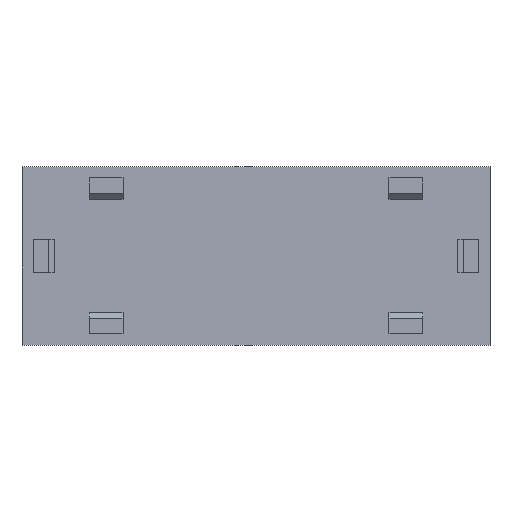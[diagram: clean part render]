
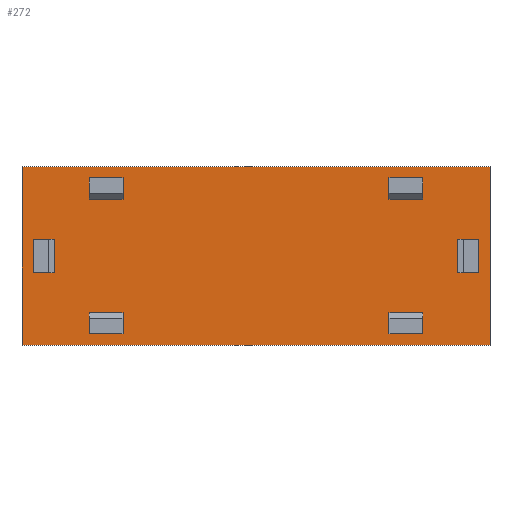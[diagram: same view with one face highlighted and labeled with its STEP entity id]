
A CAD part, top view. The second image highlights one B-rep face of the part: STEP entity #272.
In plain terms, the highlighted planar face has unit normal (0, 0, 1).
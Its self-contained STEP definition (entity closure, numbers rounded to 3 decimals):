
#56 = VERTEX_POINT('',#57);
#57 = CARTESIAN_POINT('',(11.85,5.075,0.));
#63 = EDGE_CURVE('',#64,#56,#66,.T.);
#64 = VERTEX_POINT('',#65);
#65 = CARTESIAN_POINT('',(11.85,6.95,0.));
#66 = LINE('',#67,#68);
#67 = CARTESIAN_POINT('',(11.85,6.95,0.));
#68 = VECTOR('',#69,1.);
#69 = DIRECTION('',(0.,-1.,0.));
#229 = VERTEX_POINT('',#230);
#230 = CARTESIAN_POINT('',(14.85,6.95,0.));
#238 = EDGE_CURVE('',#229,#64,#239,.T.);
#239 = LINE('',#240,#241);
#240 = CARTESIAN_POINT('',(14.85,6.95,0.));
#241 = VECTOR('',#242,1.);
#242 = DIRECTION('',(-1.,0.,0.));
#272 = ADVANCED_FACE('',(#273,#307,#341,#375,#409,#443,#477),#495,.T.);
#273 = FACE_BOUND('',#274,.T.);
#274 = EDGE_LOOP('',(#275,#285,#293,#301));
#275 = ORIENTED_EDGE('',*,*,#276,.T.);
#276 = EDGE_CURVE('',#277,#279,#281,.T.);
#277 = VERTEX_POINT('',#278);
#278 = CARTESIAN_POINT('',(-20.85,7.95,0.));
#279 = VERTEX_POINT('',#280);
#280 = CARTESIAN_POINT('',(-20.85,-7.95,0.));
#281 = LINE('',#282,#283);
#282 = CARTESIAN_POINT('',(-20.85,7.95,0.));
#283 = VECTOR('',#284,1.);
#284 = DIRECTION('',(0.,-1.,0.));
#285 = ORIENTED_EDGE('',*,*,#286,.T.);
#286 = EDGE_CURVE('',#279,#287,#289,.T.);
#287 = VERTEX_POINT('',#288);
#288 = CARTESIAN_POINT('',(20.85,-7.95,0.));
#289 = LINE('',#290,#291);
#290 = CARTESIAN_POINT('',(-20.85,-7.95,0.));
#291 = VECTOR('',#292,1.);
#292 = DIRECTION('',(1.,0.,0.));
#293 = ORIENTED_EDGE('',*,*,#294,.T.);
#294 = EDGE_CURVE('',#287,#295,#297,.T.);
#295 = VERTEX_POINT('',#296);
#296 = CARTESIAN_POINT('',(20.85,7.95,0.));
#297 = LINE('',#298,#299);
#298 = CARTESIAN_POINT('',(20.85,-7.95,0.));
#299 = VECTOR('',#300,1.);
#300 = DIRECTION('',(0.,1.,0.));
#301 = ORIENTED_EDGE('',*,*,#302,.T.);
#302 = EDGE_CURVE('',#295,#277,#303,.T.);
#303 = LINE('',#304,#305);
#304 = CARTESIAN_POINT('',(20.85,7.95,0.));
#305 = VECTOR('',#306,1.);
#306 = DIRECTION('',(-1.,0.,0.));
#307 = FACE_BOUND('',#308,.T.);
#308 = EDGE_LOOP('',(#309,#319,#327,#335));
#309 = ORIENTED_EDGE('',*,*,#310,.F.);
#310 = EDGE_CURVE('',#311,#313,#315,.T.);
#311 = VERTEX_POINT('',#312);
#312 = CARTESIAN_POINT('',(-14.85,-5.075,0.));
#313 = VERTEX_POINT('',#314);
#314 = CARTESIAN_POINT('',(-14.85,-6.95,0.));
#315 = LINE('',#316,#317);
#316 = CARTESIAN_POINT('',(-14.85,-5.075,0.));
#317 = VECTOR('',#318,1.);
#318 = DIRECTION('',(0.,-1.,0.));
#319 = ORIENTED_EDGE('',*,*,#320,.F.);
#320 = EDGE_CURVE('',#321,#311,#323,.T.);
#321 = VERTEX_POINT('',#322);
#322 = CARTESIAN_POINT('',(-11.85,-5.075,0.));
#323 = LINE('',#324,#325);
#324 = CARTESIAN_POINT('',(-11.85,-5.075,0.));
#325 = VECTOR('',#326,1.);
#326 = DIRECTION('',(-1.,0.,0.));
#327 = ORIENTED_EDGE('',*,*,#328,.F.);
#328 = EDGE_CURVE('',#329,#321,#331,.T.);
#329 = VERTEX_POINT('',#330);
#330 = CARTESIAN_POINT('',(-11.85,-6.95,0.));
#331 = LINE('',#332,#333);
#332 = CARTESIAN_POINT('',(-11.85,-6.95,0.));
#333 = VECTOR('',#334,1.);
#334 = DIRECTION('',(0.,1.,0.));
#335 = ORIENTED_EDGE('',*,*,#336,.F.);
#336 = EDGE_CURVE('',#313,#329,#337,.T.);
#337 = LINE('',#338,#339);
#338 = CARTESIAN_POINT('',(-14.85,-6.95,0.));
#339 = VECTOR('',#340,1.);
#340 = DIRECTION('',(1.,0.,0.));
#341 = FACE_BOUND('',#342,.T.);
#342 = EDGE_LOOP('',(#343,#353,#361,#369));
#343 = ORIENTED_EDGE('',*,*,#344,.F.);
#344 = EDGE_CURVE('',#345,#347,#349,.T.);
#345 = VERTEX_POINT('',#346);
#346 = CARTESIAN_POINT('',(-19.85,1.5,0.));
#347 = VERTEX_POINT('',#348);
#348 = CARTESIAN_POINT('',(-19.85,-1.5,0.));
#349 = LINE('',#350,#351);
#350 = CARTESIAN_POINT('',(-19.85,1.5,0.));
#351 = VECTOR('',#352,1.);
#352 = DIRECTION('',(0.,-1.,0.));
#353 = ORIENTED_EDGE('',*,*,#354,.F.);
#354 = EDGE_CURVE('',#355,#345,#357,.T.);
#355 = VERTEX_POINT('',#356);
#356 = CARTESIAN_POINT('',(-17.975,1.5,0.));
#357 = LINE('',#358,#359);
#358 = CARTESIAN_POINT('',(-17.975,1.5,0.));
#359 = VECTOR('',#360,1.);
#360 = DIRECTION('',(-1.,0.,0.));
#361 = ORIENTED_EDGE('',*,*,#362,.F.);
#362 = EDGE_CURVE('',#363,#355,#365,.T.);
#363 = VERTEX_POINT('',#364);
#364 = CARTESIAN_POINT('',(-17.975,-1.5,0.));
#365 = LINE('',#366,#367);
#366 = CARTESIAN_POINT('',(-17.975,-1.5,0.));
#367 = VECTOR('',#368,1.);
#368 = DIRECTION('',(0.,1.,0.));
#369 = ORIENTED_EDGE('',*,*,#370,.F.);
#370 = EDGE_CURVE('',#347,#363,#371,.T.);
#371 = LINE('',#372,#373);
#372 = CARTESIAN_POINT('',(-19.85,-1.5,0.));
#373 = VECTOR('',#374,1.);
#374 = DIRECTION('',(1.,0.,0.));
#375 = FACE_BOUND('',#376,.T.);
#376 = EDGE_LOOP('',(#377,#387,#395,#403));
#377 = ORIENTED_EDGE('',*,*,#378,.F.);
#378 = EDGE_CURVE('',#379,#381,#383,.T.);
#379 = VERTEX_POINT('',#380);
#380 = CARTESIAN_POINT('',(11.85,-5.075,0.));
#381 = VERTEX_POINT('',#382);
#382 = CARTESIAN_POINT('',(11.85,-6.95,0.));
#383 = LINE('',#384,#385);
#384 = CARTESIAN_POINT('',(11.85,-5.075,0.));
#385 = VECTOR('',#386,1.);
#386 = DIRECTION('',(0.,-1.,0.));
#387 = ORIENTED_EDGE('',*,*,#388,.F.);
#388 = EDGE_CURVE('',#389,#379,#391,.T.);
#389 = VERTEX_POINT('',#390);
#390 = CARTESIAN_POINT('',(14.85,-5.075,0.));
#391 = LINE('',#392,#393);
#392 = CARTESIAN_POINT('',(14.85,-5.075,0.));
#393 = VECTOR('',#394,1.);
#394 = DIRECTION('',(-1.,0.,0.));
#395 = ORIENTED_EDGE('',*,*,#396,.F.);
#396 = EDGE_CURVE('',#397,#389,#399,.T.);
#397 = VERTEX_POINT('',#398);
#398 = CARTESIAN_POINT('',(14.85,-6.95,0.));
#399 = LINE('',#400,#401);
#400 = CARTESIAN_POINT('',(14.85,-6.95,0.));
#401 = VECTOR('',#402,1.);
#402 = DIRECTION('',(0.,1.,0.));
#403 = ORIENTED_EDGE('',*,*,#404,.F.);
#404 = EDGE_CURVE('',#381,#397,#405,.T.);
#405 = LINE('',#406,#407);
#406 = CARTESIAN_POINT('',(11.85,-6.95,0.));
#407 = VECTOR('',#408,1.);
#408 = DIRECTION('',(1.,0.,0.));
#409 = FACE_BOUND('',#410,.T.);
#410 = EDGE_LOOP('',(#411,#421,#429,#437));
#411 = ORIENTED_EDGE('',*,*,#412,.F.);
#412 = EDGE_CURVE('',#413,#415,#417,.T.);
#413 = VERTEX_POINT('',#414);
#414 = CARTESIAN_POINT('',(17.975,1.5,0.));
#415 = VERTEX_POINT('',#416);
#416 = CARTESIAN_POINT('',(17.975,-1.5,0.));
#417 = LINE('',#418,#419);
#418 = CARTESIAN_POINT('',(17.975,1.5,0.));
#419 = VECTOR('',#420,1.);
#420 = DIRECTION('',(0.,-1.,0.));
#421 = ORIENTED_EDGE('',*,*,#422,.F.);
#422 = EDGE_CURVE('',#423,#413,#425,.T.);
#423 = VERTEX_POINT('',#424);
#424 = CARTESIAN_POINT('',(19.85,1.5,0.));
#425 = LINE('',#426,#427);
#426 = CARTESIAN_POINT('',(19.85,1.5,0.));
#427 = VECTOR('',#428,1.);
#428 = DIRECTION('',(-1.,0.,0.));
#429 = ORIENTED_EDGE('',*,*,#430,.F.);
#430 = EDGE_CURVE('',#431,#423,#433,.T.);
#431 = VERTEX_POINT('',#432);
#432 = CARTESIAN_POINT('',(19.85,-1.5,0.));
#433 = LINE('',#434,#435);
#434 = CARTESIAN_POINT('',(19.85,-1.5,0.));
#435 = VECTOR('',#436,1.);
#436 = DIRECTION('',(0.,1.,0.));
#437 = ORIENTED_EDGE('',*,*,#438,.F.);
#438 = EDGE_CURVE('',#415,#431,#439,.T.);
#439 = LINE('',#440,#441);
#440 = CARTESIAN_POINT('',(17.975,-1.5,0.));
#441 = VECTOR('',#442,1.);
#442 = DIRECTION('',(1.,0.,0.));
#443 = FACE_BOUND('',#444,.T.);
#444 = EDGE_LOOP('',(#445,#455,#463,#471));
#445 = ORIENTED_EDGE('',*,*,#446,.F.);
#446 = EDGE_CURVE('',#447,#449,#451,.T.);
#447 = VERTEX_POINT('',#448);
#448 = CARTESIAN_POINT('',(-14.85,6.95,0.));
#449 = VERTEX_POINT('',#450);
#450 = CARTESIAN_POINT('',(-14.85,5.075,0.));
#451 = LINE('',#452,#453);
#452 = CARTESIAN_POINT('',(-14.85,6.95,0.));
#453 = VECTOR('',#454,1.);
#454 = DIRECTION('',(0.,-1.,0.));
#455 = ORIENTED_EDGE('',*,*,#456,.F.);
#456 = EDGE_CURVE('',#457,#447,#459,.T.);
#457 = VERTEX_POINT('',#458);
#458 = CARTESIAN_POINT('',(-11.85,6.95,0.));
#459 = LINE('',#460,#461);
#460 = CARTESIAN_POINT('',(-11.85,6.95,0.));
#461 = VECTOR('',#462,1.);
#462 = DIRECTION('',(-1.,0.,0.));
#463 = ORIENTED_EDGE('',*,*,#464,.F.);
#464 = EDGE_CURVE('',#465,#457,#467,.T.);
#465 = VERTEX_POINT('',#466);
#466 = CARTESIAN_POINT('',(-11.85,5.075,0.));
#467 = LINE('',#468,#469);
#468 = CARTESIAN_POINT('',(-11.85,5.075,0.));
#469 = VECTOR('',#470,1.);
#470 = DIRECTION('',(0.,1.,0.));
#471 = ORIENTED_EDGE('',*,*,#472,.F.);
#472 = EDGE_CURVE('',#449,#465,#473,.T.);
#473 = LINE('',#474,#475);
#474 = CARTESIAN_POINT('',(-14.85,5.075,0.));
#475 = VECTOR('',#476,1.);
#476 = DIRECTION('',(1.,0.,0.));
#477 = FACE_BOUND('',#478,.T.);
#478 = EDGE_LOOP('',(#479,#480,#481,#489));
#479 = ORIENTED_EDGE('',*,*,#63,.F.);
#480 = ORIENTED_EDGE('',*,*,#238,.F.);
#481 = ORIENTED_EDGE('',*,*,#482,.F.);
#482 = EDGE_CURVE('',#483,#229,#485,.T.);
#483 = VERTEX_POINT('',#484);
#484 = CARTESIAN_POINT('',(14.85,5.075,0.));
#485 = LINE('',#486,#487);
#486 = CARTESIAN_POINT('',(14.85,5.075,0.));
#487 = VECTOR('',#488,1.);
#488 = DIRECTION('',(0.,1.,0.));
#489 = ORIENTED_EDGE('',*,*,#490,.F.);
#490 = EDGE_CURVE('',#56,#483,#491,.T.);
#491 = LINE('',#492,#493);
#492 = CARTESIAN_POINT('',(11.85,5.075,0.));
#493 = VECTOR('',#494,1.);
#494 = DIRECTION('',(1.,0.,0.));
#495 = PLANE('',#496);
#496 = AXIS2_PLACEMENT_3D('',#497,#498,#499);
#497 = CARTESIAN_POINT('',(0.,0.,0.));
#498 = DIRECTION('',(0.,0.,1.));
#499 = DIRECTION('',(1.,0.,0.));
